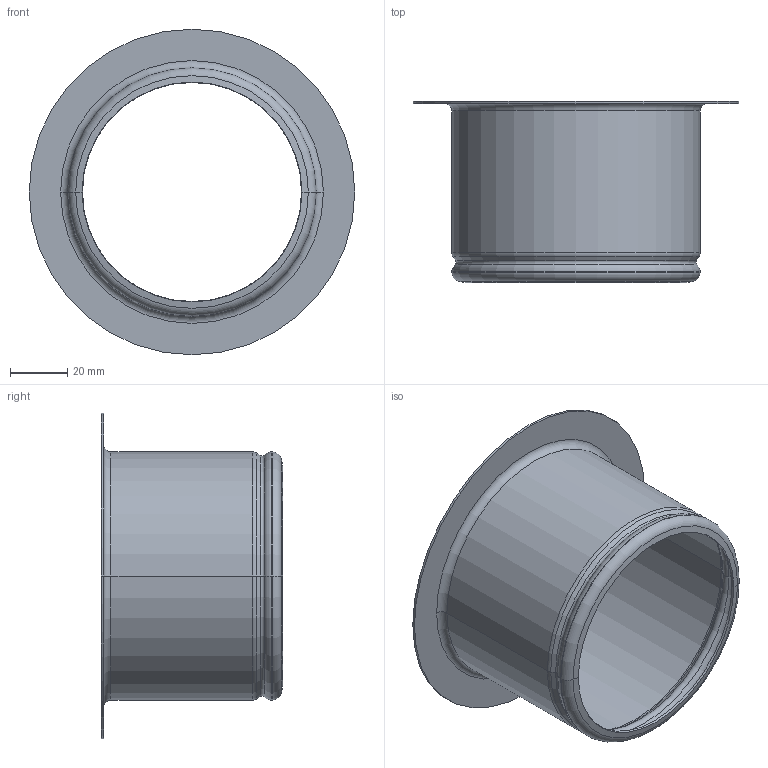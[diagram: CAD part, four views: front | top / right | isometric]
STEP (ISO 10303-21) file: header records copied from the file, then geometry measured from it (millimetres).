
FILE_DESCRIPTION((''),'2;1');
FILE_NAME('112A_ASM','2021-10-25T08:48:37',('rsmith'),(''),'CREO PARAMETRIC BY PTC INC, 2018400','CREO PARAMETRIC BY PTC INC, 2018400','');
FILE_SCHEMA(('AUTOMOTIVE_DESIGN { 1 0 10303 214 1 1 1 1 }'));
Length unit declared in the file: inch
Products named in the file (2): 50828; 112A_ASM
Assembly tree (1 placements, depth 2):
  112A_ASM
    50828
Bounding box: 114.05 x 63.49 x 114.05 mm (x, y, z)
Volume: 17860.7 mm3; surface area: 44436 mm2
Topology: 1 solids, 1 shells, 42 faces, 84 edges, 44 vertices
Faces by surface type: torus 20, cone 10, cylinder 10, plane 2
Entity records: 1598 total; most frequent: DIRECTION 238, CARTESIAN_POINT 177, ORIENTED_EDGE 168, COLOUR_RGB 146, AXIS2_PLACEMENT_3D 109, PRESENTATION_STYLE_ASSIGNMENT 85, STYLED_ITEM 85, CURVE_STYLE 84
